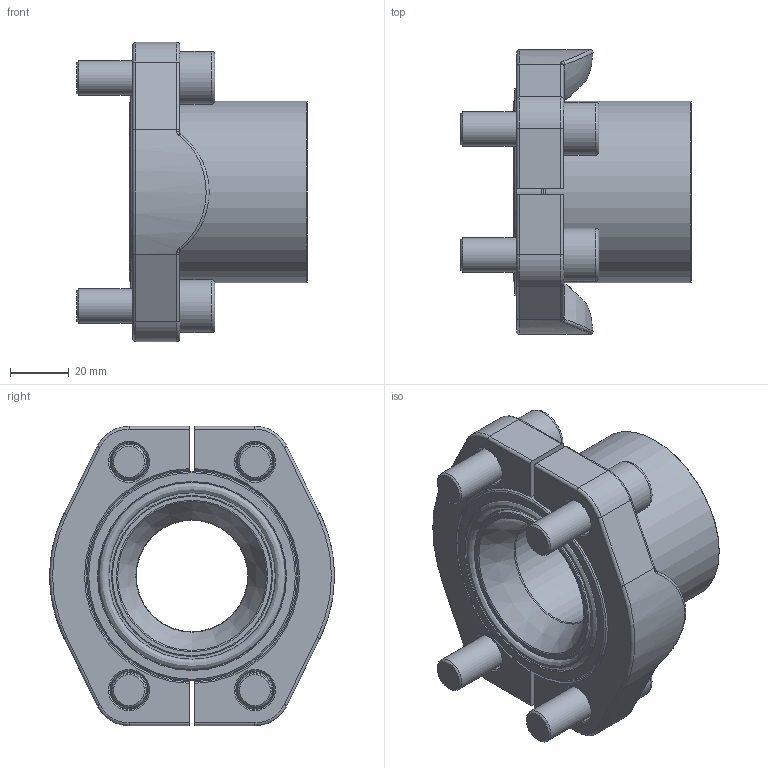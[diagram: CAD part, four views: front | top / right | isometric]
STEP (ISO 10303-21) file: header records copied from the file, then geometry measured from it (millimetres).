
FILE_DESCRIPTION(/* description */ (''),/* implementation_level */ '2;1');
FILE_NAME(/* name */ 'AFAL51-3-50.stp',/* time_stamp */ '2025-01-30T12:18:53+01:00',/* author */ (''),/* organization */ (''),/* preprocessor_version */ 'ST-DEVELOPER v16',/* originating_system */ 'SIEMENS PLM Software NX 10.0',/* authorisation */ '');
FILE_SCHEMA (('CONFIG_CONTROL_DESIGN'));
Length unit declared in the file: millimetre
Products named in the file (6): X-AFH51-3_einzel; X-O56; X-M12x35I; X-AFAL51-3-50; X-AFH51-3; AFAL51-3-50
Assembly tree (9 placements, depth 3):
  AFAL51-3-50
    X-AFAL51-3-50
    X-M12x35I  x4
    X-O56
    X-AFH51-3
      X-AFH51-3_einzel  x2
Bounding box: 78.4 x 97 x 102 mm (x, y, z)
Volume: 193711.7 mm3; surface area: 60492.3 mm2
Topology: 8 solids, 8 shells, 232 faces, 494 edges, 284 vertices
Faces by surface type: plane 84, cone 58, cylinder 44, torus 37, bspline 6, sphere 2, revolution 1
Full cylindrical faces by diameter (mm): 11.701 x4, 13 x4, 18 x4, 38 x1, 50.7 x1, 54.9 x1, 62 x1, 63.8 x1, 71.4 x1
Entity records: 3372 total; most frequent: CARTESIAN_POINT 604, DIRECTION 463, ORIENTED_EDGE 348, AXIS2_PLACEMENT_3D 205, EDGE_CURVE 174, EDGE_LOOP 140, VERTEX_POINT 120, ADVANCED_FACE 99
